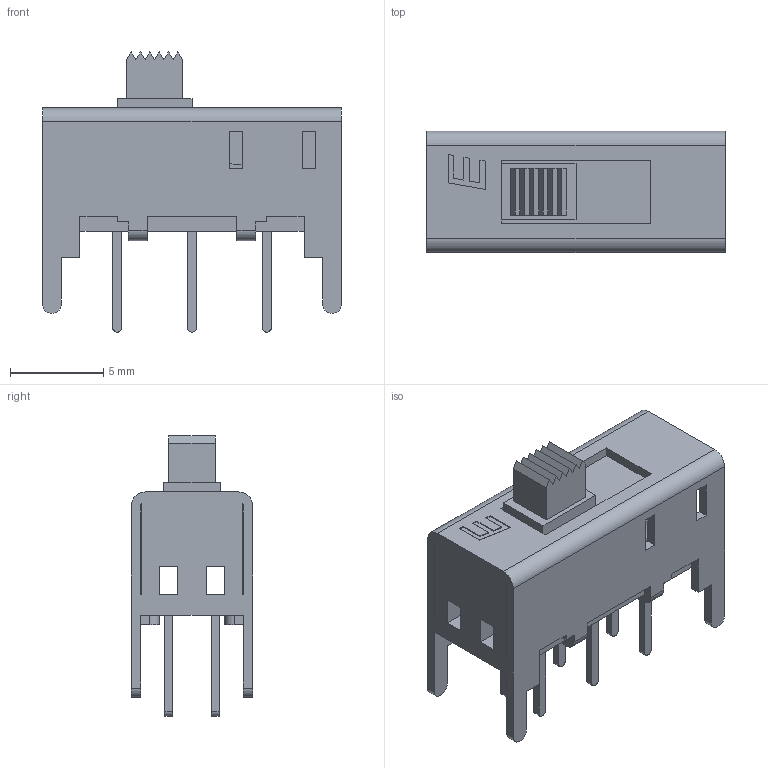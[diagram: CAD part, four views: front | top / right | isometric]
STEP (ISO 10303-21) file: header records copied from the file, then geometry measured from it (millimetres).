
FILE_DESCRIPTION (( 'STEP AP214' ), '1' );
FILE_NAME ('EG2201.stp', '2024-04-17T15:33:16', ( '' ), ( '' ), 'SwSTEP 2.0', 'SolidWorks 2020', '' );
FILE_SCHEMA (( 'AUTOMOTIVE_DESIGN' ));
Length unit declared in the file: inch
Products named in the file (1): EG2201
Bounding box: 16 x 6.5 x 15 mm (x, y, z)
Volume: 466.4 mm3; surface area: 1240 mm2
Topology: 1 solids, 1 shells, 180 faces, 509 edges, 336 vertices
Faces by surface type: plane 156, cylinder 24
Entity records: 5811 total; most frequent: CARTESIAN_POINT 1026, ORIENTED_EDGE 1018, DIRECTION 921, EDGE_CURVE 509, LINE 459, VECTOR 459, VERTEX_POINT 336, AXIS2_PLACEMENT_3D 231
